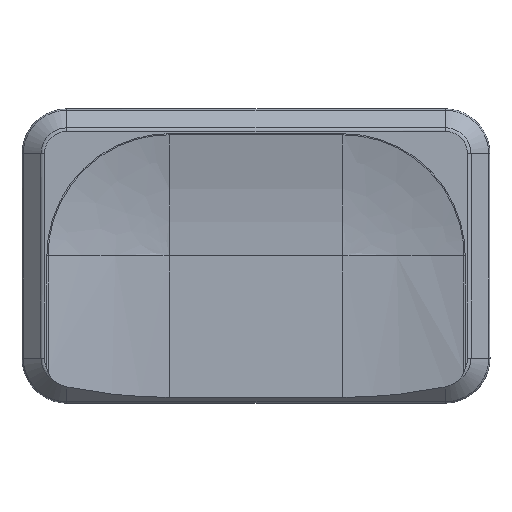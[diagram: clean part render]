
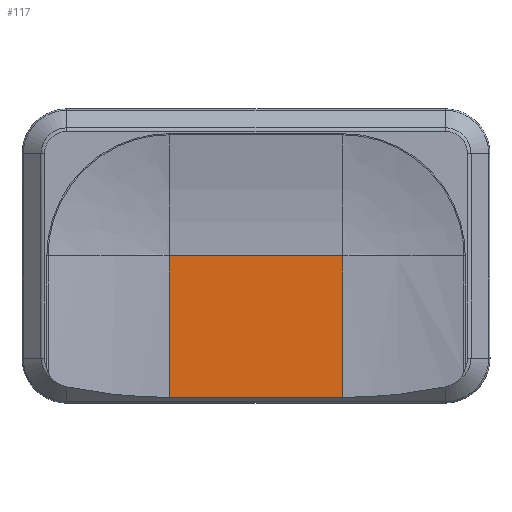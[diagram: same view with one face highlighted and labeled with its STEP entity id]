
A CAD part, top view. The second image highlights one B-rep face of the part: STEP entity #117.
In plain terms, the highlighted planar face has unit normal (0, 0, 1).
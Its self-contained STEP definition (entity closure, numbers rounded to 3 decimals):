
#117=ADVANCED_FACE('',(#210),#1373,.T.);
#210=FACE_OUTER_BOUND('',#306,.T.);
#306=EDGE_LOOP('',(#719,#720,#721,#722));
#719=ORIENTED_EDGE('',*,*,#941,.F.);
#720=ORIENTED_EDGE('',*,*,#902,.F.);
#721=ORIENTED_EDGE('',*,*,#937,.T.);
#722=ORIENTED_EDGE('',*,*,#862,.F.);
#862=EDGE_CURVE('',#1273,#1272,#1127,.T.);
#902=EDGE_CURVE('',#1257,#1262,#1133,.T.);
#937=EDGE_CURVE('',#1257,#1272,#1038,.T.);
#941=EDGE_CURVE('',#1262,#1273,#1040,.T.);
#1038=(
BOUNDED_CURVE()
B_SPLINE_CURVE(1,(#2670,#2671),.UNSPECIFIED.,.F.,.F.)
B_SPLINE_CURVE_WITH_KNOTS((2,2),(0.,7.929),.UNSPECIFIED.)
CURVE()
GEOMETRIC_REPRESENTATION_ITEM()
RATIONAL_B_SPLINE_CURVE((1.,1.))
REPRESENTATION_ITEM('')
);
#1040=(
BOUNDED_CURVE()
B_SPLINE_CURVE(1,(#2686,#2687),.UNSPECIFIED.,.F.,.F.)
B_SPLINE_CURVE_WITH_KNOTS((2,2),(0.,7.929),.UNSPECIFIED.)
CURVE()
GEOMETRIC_REPRESENTATION_ITEM()
RATIONAL_B_SPLINE_CURVE((1.,1.))
REPRESENTATION_ITEM('')
);
#1127=B_SPLINE_CURVE_WITH_KNOTS('',1,(#2389,#2390),.UNSPECIFIED.,.F.,.F.,
(2,2),(-0.521,9.229),.UNSPECIFIED.);
#1133=B_SPLINE_CURVE_WITH_KNOTS('',1,(#2508,#2509),.UNSPECIFIED.,.F.,.F.,
(2,2),(-1.,0.),.UNSPECIFIED.);
#1257=VERTEX_POINT('',#1986);
#1262=VERTEX_POINT('',#1991);
#1272=VERTEX_POINT('',#2001);
#1273=VERTEX_POINT('',#2002);
#1373=PLANE('',#1440);
#1440=AXIS2_PLACEMENT_3D('',#1878,#1491,$);
#1491=DIRECTION('',(0.,0.,1.));
#1878=CARTESIAN_POINT('',(13.927,-25.812,8.479));
#1986=CARTESIAN_POINT('',(13.927,-25.812,8.479));
#1991=CARTESIAN_POINT('',(23.677,-25.812,8.479));
#2001=CARTESIAN_POINT('',(13.927,-33.741,8.479));
#2002=CARTESIAN_POINT('',(23.677,-33.741,8.479));
#2389=CARTESIAN_POINT('',(23.677,-33.741,8.479));
#2390=CARTESIAN_POINT('',(13.927,-33.741,8.479));
#2508=CARTESIAN_POINT('',(13.927,-25.812,8.479));
#2509=CARTESIAN_POINT('',(23.677,-25.812,8.479));
#2670=CARTESIAN_POINT('',(13.927,-25.812,8.479));
#2671=CARTESIAN_POINT('',(13.927,-33.741,8.479));
#2686=CARTESIAN_POINT('',(23.677,-25.812,8.479));
#2687=CARTESIAN_POINT('',(23.677,-33.741,8.479));
